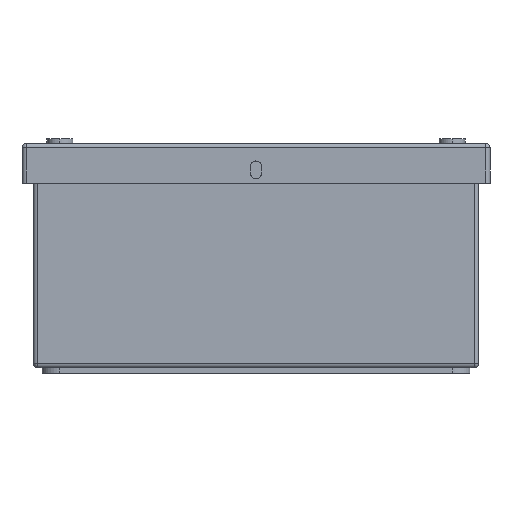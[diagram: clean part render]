
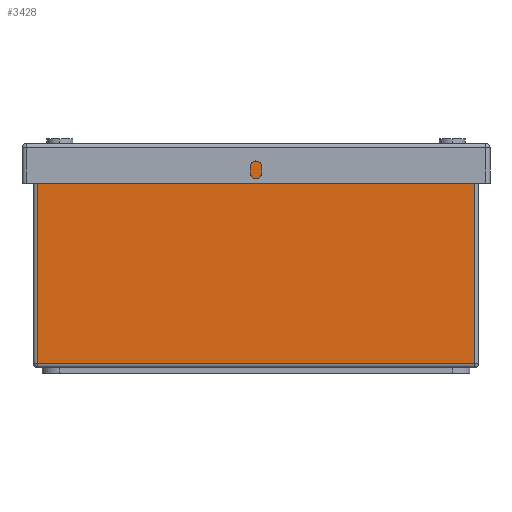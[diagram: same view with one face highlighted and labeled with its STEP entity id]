
A CAD part, left-side view. The second image highlights one B-rep face of the part: STEP entity #3428.
In plain terms, the highlighted planar face has unit normal (-1, 0, 0).
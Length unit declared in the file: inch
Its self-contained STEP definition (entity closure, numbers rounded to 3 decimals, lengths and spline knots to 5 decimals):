
#108 = CARTESIAN_POINT ( 'NONE',  ( 0., 6.19, 2.94 ) ) ;
#164 = LINE ( 'NONE', #11614, #2405 ) ;
#904 = VERTEX_POINT ( 'NONE', #2363 ) ;
#1071 = DIRECTION ( 'NONE',  ( 0., 0., -1. ) ) ;
#1153 = CARTESIAN_POINT ( 'NONE',  ( 0., 6.19, 3. ) ) ;
#1219 = ORIENTED_EDGE ( 'NONE', *, *, #9262, .T. ) ;
#1855 = DIRECTION ( 'NONE',  ( 0., -1., 0. ) ) ;
#1942 = CARTESIAN_POINT ( 'NONE',  ( 0., 6.19, 0.06 ) ) ;
#2363 = CARTESIAN_POINT ( 'NONE',  ( 0., 0.06, 2.94 ) ) ;
#2405 = VECTOR ( 'NONE', #1071, 39.37008 ) ;
#2801 = CARTESIAN_POINT ( 'NONE',  ( 0., 0.06, 0.06 ) ) ;
#3428 = ADVANCED_FACE ( 'NONE', ( #3761 ), #8321, .F. ) ;
#3761 = FACE_OUTER_BOUND ( 'NONE', #5784, .T. ) ;
#3826 = VECTOR ( 'NONE', #1855, 39.37008 ) ;
#4427 = VECTOR ( 'NONE', #11260, 39.37008 ) ;
#4535 = LINE ( 'NONE', #1153, #4427 ) ;
#4593 = ORIENTED_EDGE ( 'NONE', *, *, #13612, .F. ) ;
#4825 = AXIS2_PLACEMENT_3D ( 'NONE', #12875, #6074, #10636 ) ;
#5784 = EDGE_LOOP ( 'NONE', ( #4593, #5874, #1219, #8168 ) ) ;
#5874 = ORIENTED_EDGE ( 'NONE', *, *, #9351, .T. ) ;
#6074 = DIRECTION ( 'NONE',  ( 1., 0., 0. ) ) ;
#6460 = CARTESIAN_POINT ( 'NONE',  ( 0., 6.19, 2.94 ) ) ;
#8025 = VECTOR ( 'NONE', #14008, 39.37008 ) ;
#8118 = LINE ( 'NONE', #108, #8025 ) ;
#8168 = ORIENTED_EDGE ( 'NONE', *, *, #12816, .T. ) ;
#8321 = PLANE ( 'NONE',  #4825 ) ;
#9117 = VERTEX_POINT ( 'NONE', #2801 ) ;
#9262 = EDGE_CURVE ( 'NONE', #9486, #10104, #4535, .T. ) ;
#9351 = EDGE_CURVE ( 'NONE', #904, #9486, #8118, .T. ) ;
#9486 = VERTEX_POINT ( 'NONE', #6460 ) ;
#9576 = LINE ( 'NONE', #13226, #3826 ) ;
#10104 = VERTEX_POINT ( 'NONE', #1942 ) ;
#10636 = DIRECTION ( 'NONE',  ( 0., 1., 0. ) ) ;
#11260 = DIRECTION ( 'NONE',  ( 0., 0., -1. ) ) ;
#11614 = CARTESIAN_POINT ( 'NONE',  ( 0., 0.06, 3. ) ) ;
#12816 = EDGE_CURVE ( 'NONE', #10104, #9117, #9576, .T. ) ;
#12875 = CARTESIAN_POINT ( 'NONE',  ( 0., 6.19, 3. ) ) ;
#13226 = CARTESIAN_POINT ( 'NONE',  ( 0., 6.19, 0.06 ) ) ;
#13612 = EDGE_CURVE ( 'NONE', #904, #9117, #164, .T. ) ;
#14008 = DIRECTION ( 'NONE',  ( 0., 1., 0. ) ) ;
